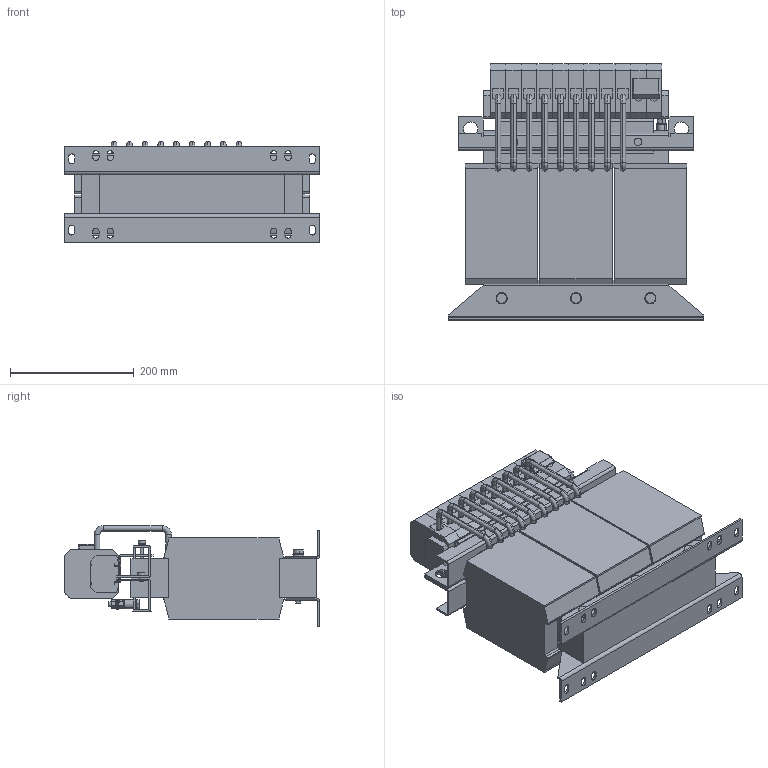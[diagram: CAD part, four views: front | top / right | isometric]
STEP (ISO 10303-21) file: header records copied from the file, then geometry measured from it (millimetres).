
FILE_DESCRIPTION (( 'STEP AP214' ), '1' );
FILE_NAME ('163715.STEP', '2023-08-15T13:08:15', ( '' ), ( '' ), 'SwSTEP 2.0', 'SolidWorks 2018', '' );
FILE_SCHEMA (( 'AUTOMOTIVE_DESIGN' ));
Length unit declared in the file: millimetre
Products named in the file (1): 163715
Bounding box: 412 x 412.95 x 162.9 mm (x, y, z)
Volume: 13288968.5 mm3; surface area: 900923.7 mm2
Topology: 1 solids, 1 shells, 1276 faces, 3274 edges, 2043 vertices
Faces by surface type: plane 857, cylinder 291, torus 50, bspline 46, cone 32
Entity records: 39253 total; most frequent: CARTESIAN_POINT 8254, ORIENTED_EDGE 6548, DIRECTION 6201, EDGE_CURVE 3274, VECTOR 2417, LINE 2417, VERTEX_POINT 2043, AXIS2_PLACEMENT_3D 1892
